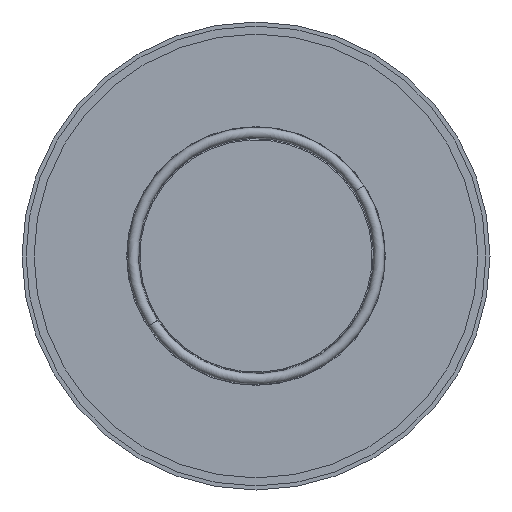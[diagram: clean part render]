
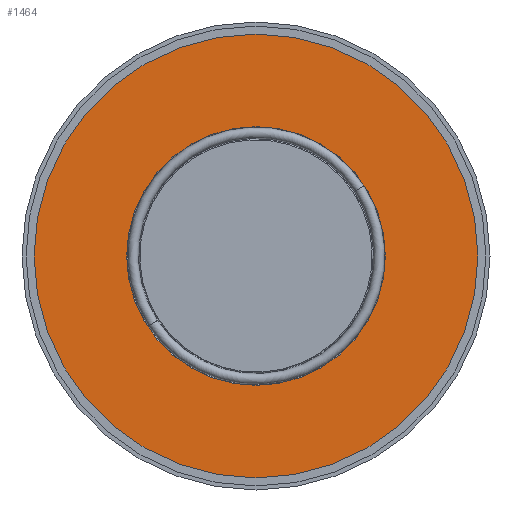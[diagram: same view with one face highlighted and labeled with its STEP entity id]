
A CAD part, front view. The second image highlights one B-rep face of the part: STEP entity #1464.
In plain terms, the highlighted planar face has unit normal (0, -1, 0).
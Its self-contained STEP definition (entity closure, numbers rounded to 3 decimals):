
#169 = AXIS2_PLACEMENT_3D ( 'NONE', #1150, #1151, #1152 ) ;
#186 = AXIS2_PLACEMENT_3D ( 'NONE', #1366, #1367, #1368 ) ;
#196 = AXIS2_PLACEMENT_3D ( 'NONE', #1410, #1411, #1412 ) ;
#361 = EDGE_CURVE ( 'NONE', #376, #439, #948, .T. ) ;
#376 = VERTEX_POINT ( 'NONE', #1871 ) ;
#439 = VERTEX_POINT ( 'NONE', #768 ) ;
#450 = EDGE_LOOP ( 'NONE', ( #574, #578 ) ) ;
#456 = VERTEX_POINT ( 'NONE', #485 ) ;
#458 = EDGE_LOOP ( 'NONE', ( #566, #573 ) ) ;
#459 = VERTEX_POINT ( 'NONE', #487 ) ;
#485 = CARTESIAN_POINT ( 'NONE',  ( 0., 0., -80.15 ) ) ;
#487 = CARTESIAN_POINT ( 'NONE',  ( 0., 0., 80.15 ) ) ;
#566 = ORIENTED_EDGE ( 'NONE', *, *, #1837, .T. ) ;
#573 = ORIENTED_EDGE ( 'NONE', *, *, #1815, .T. ) ;
#574 = ORIENTED_EDGE ( 'NONE', *, *, #361, .T. ) ;
#578 = ORIENTED_EDGE ( 'NONE', *, *, #1855, .T. ) ;
#768 = CARTESIAN_POINT ( 'NONE',  ( 0., 0., 137.5 ) ) ;
#948 = CIRCLE ( 'NONE', #1257, 137.5 ) ;
#993 = FACE_BOUND ( 'NONE', #458, .T. ) ;
#997 = FACE_OUTER_BOUND ( 'NONE', #450, .T. ) ;
#1033 = DIRECTION ( 'NONE',  ( 0., 1., 0. ) ) ;
#1035 = CARTESIAN_POINT ( 'NONE',  ( -137.5, 0., 0. ) ) ;
#1036 = PLANE ( 'NONE',  #1291 ) ;
#1038 = DIRECTION ( 'NONE',  ( 0., 0., 1. ) ) ;
#1150 = CARTESIAN_POINT ( 'NONE',  ( 0., 0., 0. ) ) ;
#1151 = DIRECTION ( 'NONE',  ( 0., 1., 0. ) ) ;
#1152 = DIRECTION ( 'NONE',  ( 0., 0., 1. ) ) ;
#1257 = AXIS2_PLACEMENT_3D ( 'NONE', #1866, #1867, #1868 ) ;
#1291 = AXIS2_PLACEMENT_3D ( 'NONE', #1035, #1033, #1038 ) ;
#1366 = CARTESIAN_POINT ( 'NONE',  ( 0., 0., 0. ) ) ;
#1367 = DIRECTION ( 'NONE',  ( 0., 1., 0. ) ) ;
#1368 = DIRECTION ( 'NONE',  ( 0., 0., 1. ) ) ;
#1410 = CARTESIAN_POINT ( 'NONE',  ( 0., 0., 0. ) ) ;
#1411 = DIRECTION ( 'NONE',  ( 0., -1., 0. ) ) ;
#1412 = DIRECTION ( 'NONE',  ( 0., 0., -1. ) ) ;
#1464 = ADVANCED_FACE ( 'NONE', ( #993, #997 ), #1036, .F. ) ;
#1584 = CIRCLE ( 'NONE', #169, 80.15 ) ;
#1612 = CIRCLE ( 'NONE', #186, 80.15 ) ;
#1645 = CIRCLE ( 'NONE', #196, 137.5 ) ;
#1815 = EDGE_CURVE ( 'NONE', #459, #456, #1584, .T. ) ;
#1837 = EDGE_CURVE ( 'NONE', #456, #459, #1612, .T. ) ;
#1855 = EDGE_CURVE ( 'NONE', #439, #376, #1645, .T. ) ;
#1866 = CARTESIAN_POINT ( 'NONE',  ( 0., 0., 0. ) ) ;
#1867 = DIRECTION ( 'NONE',  ( 0., -1., 0. ) ) ;
#1868 = DIRECTION ( 'NONE',  ( 0., 0., -1. ) ) ;
#1871 = CARTESIAN_POINT ( 'NONE',  ( 0., 0., -137.5 ) ) ;
